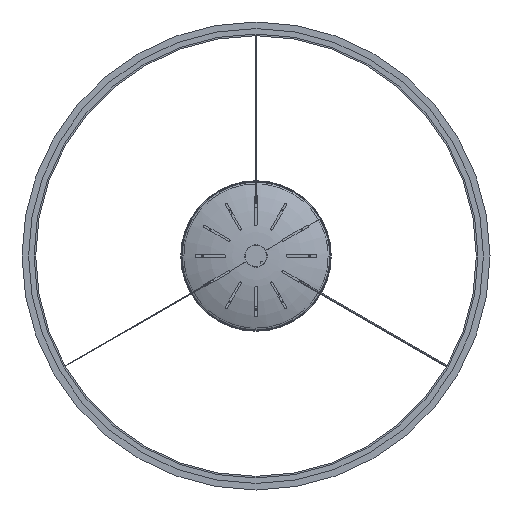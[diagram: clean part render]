
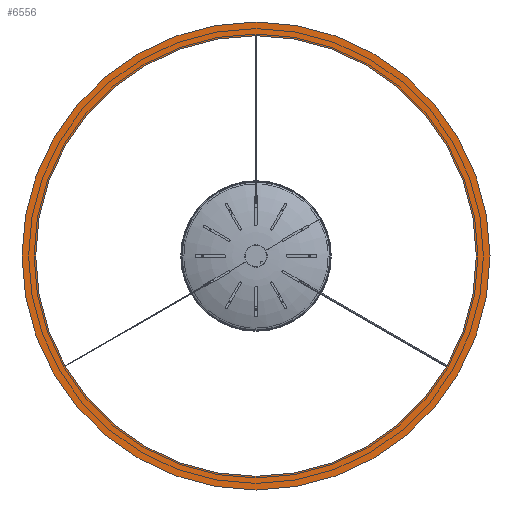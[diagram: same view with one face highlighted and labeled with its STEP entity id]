
A CAD part, front view. The second image highlights one B-rep face of the part: STEP entity #6556.
In plain terms, the highlighted planar face has unit normal (0, -1, 0).
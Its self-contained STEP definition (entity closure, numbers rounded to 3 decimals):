
#513 = VERTEX_POINT ( 'NONE', #5007 ) ;
#644 = DIRECTION ( 'NONE',  ( 0., 1., 0. ) ) ;
#659 = DIRECTION ( 'NONE',  ( 0., 1., 0. ) ) ;
#693 = CIRCLE ( 'NONE', #1890, 402.5 ) ;
#727 = AXIS2_PLACEMENT_3D ( 'NONE', #975, #7458, #6133 ) ;
#975 = CARTESIAN_POINT ( 'NONE',  ( 402.5, -700., 0. ) ) ;
#1174 = CARTESIAN_POINT ( 'NONE',  ( -427.5, -700., 0. ) ) ;
#1714 = CARTESIAN_POINT ( 'NONE',  ( 427.5, -700., 0. ) ) ;
#1768 = CARTESIAN_POINT ( 'NONE',  ( 0., -700., 0. ) ) ;
#1791 = VERTEX_POINT ( 'NONE', #2960 ) ;
#1890 = AXIS2_PLACEMENT_3D ( 'NONE', #6103, #5557, #3591 ) ;
#2092 = EDGE_CURVE ( 'NONE', #513, #1791, #6126, .T. ) ;
#2426 = VERTEX_POINT ( 'NONE', #1714 ) ;
#2428 = ORIENTED_EDGE ( 'NONE', *, *, #7994, .F. ) ;
#2545 = AXIS2_PLACEMENT_3D ( 'NONE', #6378, #659, #2587 ) ;
#2587 = DIRECTION ( 'NONE',  ( -1., 0., 0. ) ) ;
#2634 = ORIENTED_EDGE ( 'NONE', *, *, #5541, .T. ) ;
#2804 = CARTESIAN_POINT ( 'NONE',  ( 0., -700., 0. ) ) ;
#2946 = ORIENTED_EDGE ( 'NONE', *, *, #2092, .T. ) ;
#2960 = CARTESIAN_POINT ( 'NONE',  ( -402.5, -700., 0. ) ) ;
#3061 = AXIS2_PLACEMENT_3D ( 'NONE', #1768, #644, #7600 ) ;
#3544 = FACE_BOUND ( 'NONE', #5730, .T. ) ;
#3591 = DIRECTION ( 'NONE',  ( -1., 0., 0. ) ) ;
#3707 = AXIS2_PLACEMENT_3D ( 'NONE', #2804, #4031, #8001 ) ;
#4031 = DIRECTION ( 'NONE',  ( 0., 1., 0. ) ) ;
#4148 = EDGE_CURVE ( 'NONE', #2426, #6667, #6171, .T. ) ;
#4257 = CIRCLE ( 'NONE', #3707, 427.5 ) ;
#4809 = FACE_OUTER_BOUND ( 'NONE', #5199, .T. ) ;
#5007 = CARTESIAN_POINT ( 'NONE',  ( 402.5, -700., 0. ) ) ;
#5199 = EDGE_LOOP ( 'NONE', ( #2428, #6289 ) ) ;
#5541 = EDGE_CURVE ( 'NONE', #1791, #513, #693, .T. ) ;
#5557 = DIRECTION ( 'NONE',  ( 0., 1., 0. ) ) ;
#5730 = EDGE_LOOP ( 'NONE', ( #2634, #2946 ) ) ;
#6103 = CARTESIAN_POINT ( 'NONE',  ( 0., -700., 0. ) ) ;
#6126 = CIRCLE ( 'NONE', #3061, 402.5 ) ;
#6133 = DIRECTION ( 'NONE',  ( -1., 0., 0. ) ) ;
#6171 = CIRCLE ( 'NONE', #2545, 427.5 ) ;
#6289 = ORIENTED_EDGE ( 'NONE', *, *, #4148, .F. ) ;
#6378 = CARTESIAN_POINT ( 'NONE',  ( 0., -700., 0. ) ) ;
#6556 = ADVANCED_FACE ( 'NONE', ( #4809, #3544 ), #6712, .F. ) ;
#6667 = VERTEX_POINT ( 'NONE', #1174 ) ;
#6712 = PLANE ( 'NONE',  #727 ) ;
#7458 = DIRECTION ( 'NONE',  ( 0., 1., 0. ) ) ;
#7600 = DIRECTION ( 'NONE',  ( -1., 0., 0. ) ) ;
#7994 = EDGE_CURVE ( 'NONE', #6667, #2426, #4257, .T. ) ;
#8001 = DIRECTION ( 'NONE',  ( -1., 0., 0. ) ) ;
